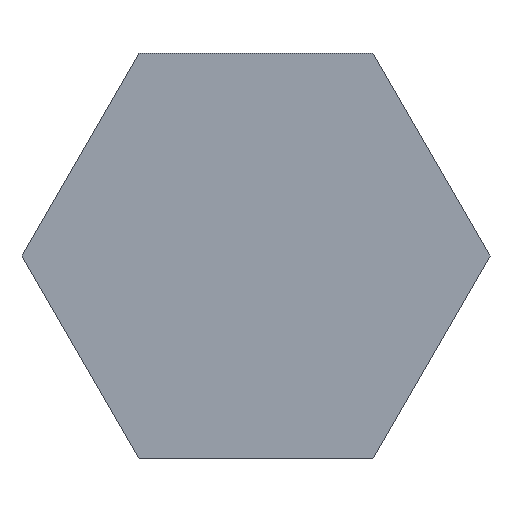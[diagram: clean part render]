
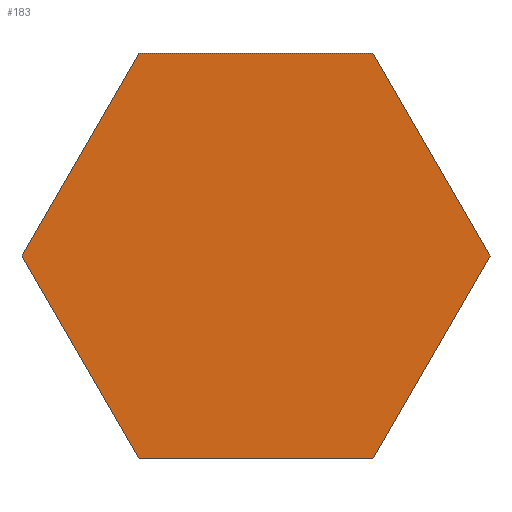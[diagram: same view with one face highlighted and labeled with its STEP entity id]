
A CAD part, front view. The second image highlights one B-rep face of the part: STEP entity #183.
In plain terms, the highlighted planar face has unit normal (0, -1, 0).
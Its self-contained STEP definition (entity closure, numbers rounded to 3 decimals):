
#24=PLANE('',#217);
#34=FACE_OUTER_BOUND('',#45,.T.);
#45=EDGE_LOOP('',(#167,#168,#169,#170,#171,#172));
#47=LINE('',#282,#66);
#51=LINE('',#290,#70);
#54=LINE('',#296,#73);
#57=LINE('',#302,#76);
#60=LINE('',#308,#79);
#63=LINE('',#313,#82);
#66=VECTOR('',#235,10.);
#70=VECTOR('',#241,10.);
#73=VECTOR('',#246,10.);
#76=VECTOR('',#251,10.);
#79=VECTOR('',#256,10.);
#82=VECTOR('',#261,10.);
#92=VERTEX_POINT('',#280);
#93=VERTEX_POINT('',#281);
#96=VERTEX_POINT('',#289);
#98=VERTEX_POINT('',#295);
#100=VERTEX_POINT('',#301);
#102=VERTEX_POINT('',#307);
#109=EDGE_CURVE('',#92,#93,#47,.T.);
#113=EDGE_CURVE('',#96,#92,#51,.T.);
#116=EDGE_CURVE('',#98,#96,#54,.T.);
#119=EDGE_CURVE('',#100,#98,#57,.T.);
#122=EDGE_CURVE('',#102,#100,#60,.T.);
#125=EDGE_CURVE('',#93,#102,#63,.T.);
#167=ORIENTED_EDGE('',*,*,#125,.F.);
#168=ORIENTED_EDGE('',*,*,#109,.F.);
#169=ORIENTED_EDGE('',*,*,#113,.F.);
#170=ORIENTED_EDGE('',*,*,#116,.F.);
#171=ORIENTED_EDGE('',*,*,#119,.F.);
#172=ORIENTED_EDGE('',*,*,#122,.F.);
#183=ADVANCED_FACE('',(#34),#24,.F.);
#217=AXIS2_PLACEMENT_3D('',#316,#265,#266);
#235=DIRECTION('',(0.5,0.,0.866));
#241=DIRECTION('',(-0.5,0.,0.866));
#246=DIRECTION('',(-1.,0.,0.));
#251=DIRECTION('',(-0.5,0.,-0.866));
#256=DIRECTION('',(0.5,0.,-0.866));
#261=DIRECTION('',(1.,0.,0.));
#265=DIRECTION('center_axis',(0.,1.,0.));
#266=DIRECTION('ref_axis',(0.,0.,1.));
#280=CARTESIAN_POINT('',(-1.617,0.,0.));
#281=CARTESIAN_POINT('',(-0.808,0.,1.4));
#282=CARTESIAN_POINT('',(-1.617,0.,0.));
#289=CARTESIAN_POINT('',(-0.808,0.,-1.4));
#290=CARTESIAN_POINT('',(-0.808,0.,-1.4));
#295=CARTESIAN_POINT('',(0.808,0.,-1.4));
#296=CARTESIAN_POINT('',(0.808,0.,-1.4));
#301=CARTESIAN_POINT('',(1.617,0.,0.));
#302=CARTESIAN_POINT('',(1.617,0.,0.));
#307=CARTESIAN_POINT('',(0.808,0.,1.4));
#308=CARTESIAN_POINT('',(0.808,0.,1.4));
#313=CARTESIAN_POINT('',(-0.808,0.,1.4));
#316=CARTESIAN_POINT('Origin',(0.,0.,0.));
